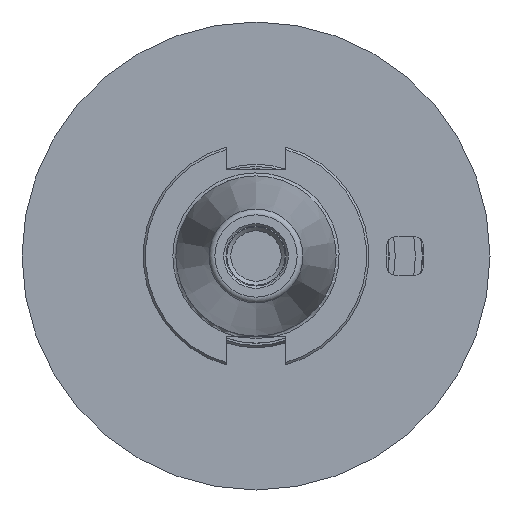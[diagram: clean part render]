
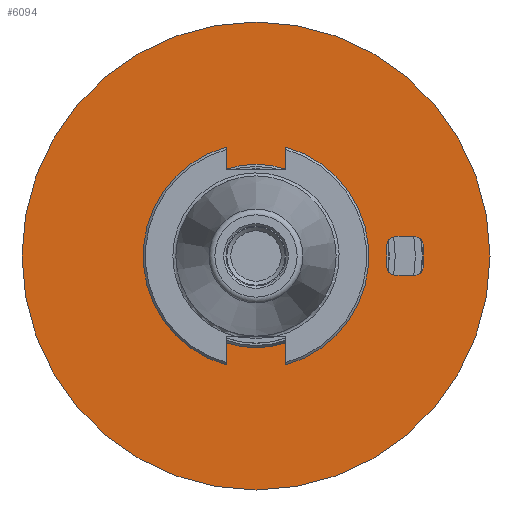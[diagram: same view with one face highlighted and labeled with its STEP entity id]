
A CAD part, left-side view. The second image highlights one B-rep face of the part: STEP entity #6094.
In plain terms, the highlighted planar face has unit normal (-1, 0, 0).
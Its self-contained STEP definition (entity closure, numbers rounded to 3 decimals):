
#249=FACE_BOUND('',#1273,.T.);
#250=FACE_BOUND('',#1274,.T.);
#827=FACE_OUTER_BOUND('',#1272,.T.);
#1272=EDGE_LOOP('',(#5478));
#1273=EDGE_LOOP('',(#5479,#5480,#5481,#5482,#5483,#5484,#5485,#5486));
#1274=EDGE_LOOP('',(#5487));
#1648=CIRCLE('',#6889,102.);
#1649=CIRCLE('',#6891,4.);
#1650=CIRCLE('',#6892,4.);
#1651=CIRCLE('',#6893,4.);
#1652=CIRCLE('',#6894,4.);
#1653=CIRCLE('',#6895,40.);
#1994=LINE('',#11192,#2339);
#1995=LINE('',#11196,#2340);
#1996=LINE('',#11200,#2341);
#1997=LINE('',#11204,#2342);
#2339=VECTOR('',#8668,8.);
#2340=VECTOR('',#8671,9.);
#2341=VECTOR('',#8674,8.);
#2342=VECTOR('',#8677,9.);
#2912=VERTEX_POINT('',#11186);
#2913=VERTEX_POINT('',#11190);
#2914=VERTEX_POINT('',#11191);
#2915=VERTEX_POINT('',#11193);
#2916=VERTEX_POINT('',#11195);
#2917=VERTEX_POINT('',#11197);
#2918=VERTEX_POINT('',#11199);
#2919=VERTEX_POINT('',#11201);
#2920=VERTEX_POINT('',#11203);
#2921=VERTEX_POINT('',#11206);
#3772=EDGE_CURVE('',#2912,#2912,#1648,.T.);
#3774=EDGE_CURVE('',#2913,#2914,#1994,.T.);
#3775=EDGE_CURVE('',#2913,#2915,#1649,.T.);
#3776=EDGE_CURVE('',#2916,#2915,#1995,.T.);
#3777=EDGE_CURVE('',#2916,#2917,#1650,.T.);
#3778=EDGE_CURVE('',#2918,#2917,#1996,.T.);
#3779=EDGE_CURVE('',#2918,#2919,#1651,.T.);
#3780=EDGE_CURVE('',#2920,#2919,#1997,.T.);
#3781=EDGE_CURVE('',#2920,#2914,#1652,.T.);
#3782=EDGE_CURVE('',#2921,#2921,#1653,.T.);
#5478=ORIENTED_EDGE('',*,*,#3772,.F.);
#5479=ORIENTED_EDGE('',*,*,#3774,.F.);
#5480=ORIENTED_EDGE('',*,*,#3775,.T.);
#5481=ORIENTED_EDGE('',*,*,#3776,.F.);
#5482=ORIENTED_EDGE('',*,*,#3777,.T.);
#5483=ORIENTED_EDGE('',*,*,#3778,.F.);
#5484=ORIENTED_EDGE('',*,*,#3779,.T.);
#5485=ORIENTED_EDGE('',*,*,#3780,.F.);
#5486=ORIENTED_EDGE('',*,*,#3781,.T.);
#5487=ORIENTED_EDGE('',*,*,#3782,.T.);
#5735=PLANE('',#6890);
#6094=ADVANCED_FACE('',(#827,#249,#250),#5735,.T.);
#6889=AXIS2_PLACEMENT_3D('',#11187,#8663,#8664);
#6890=AXIS2_PLACEMENT_3D('',#11189,#8666,#8667);
#6891=AXIS2_PLACEMENT_3D('',#11194,#8669,#8670);
#6892=AXIS2_PLACEMENT_3D('',#11198,#8672,#8673);
#6893=AXIS2_PLACEMENT_3D('',#11202,#8675,#8676);
#6894=AXIS2_PLACEMENT_3D('',#11205,#8678,#8679);
#6895=AXIS2_PLACEMENT_3D('',#11207,#8680,#8681);
#8663=DIRECTION('center_axis',(1.,0.,0.));
#8664=DIRECTION('ref_axis',(0.,1.,0.));
#8666=DIRECTION('center_axis',(-1.,0.,0.));
#8667=DIRECTION('ref_axis',(0.,0.,1.));
#8668=DIRECTION('',(0.,1.,0.));
#8669=DIRECTION('center_axis',(1.,0.,0.));
#8670=DIRECTION('ref_axis',(0.,0.,1.));
#8671=DIRECTION('',(0.,0.,1.));
#8672=DIRECTION('center_axis',(1.,0.,0.));
#8673=DIRECTION('ref_axis',(0.,-1.,0.));
#8674=DIRECTION('',(0.,-1.,0.));
#8675=DIRECTION('center_axis',(1.,0.,0.));
#8676=DIRECTION('ref_axis',(0.,0.,-1.));
#8677=DIRECTION('',(0.,0.,-1.));
#8678=DIRECTION('center_axis',(1.,0.,0.));
#8679=DIRECTION('ref_axis',(0.,1.,0.));
#8680=DIRECTION('center_axis',(1.,0.,0.));
#8681=DIRECTION('ref_axis',(0.,0.,1.));
#11186=CARTESIAN_POINT('',(14.,-102.,0.));
#11187=CARTESIAN_POINT('Origin',(14.,0.,0.));
#11189=CARTESIAN_POINT('Origin',(14.,43.625,0.));
#11190=CARTESIAN_POINT('',(14.,-69.,8.5));
#11191=CARTESIAN_POINT('',(14.,-61.,8.5));
#11192=CARTESIAN_POINT('',(14.,-69.,8.5));
#11193=CARTESIAN_POINT('',(14.,-73.,4.5));
#11194=CARTESIAN_POINT('Origin',(14.,-69.,4.5));
#11195=CARTESIAN_POINT('',(14.,-73.,-4.5));
#11196=CARTESIAN_POINT('',(14.,-73.,-4.5));
#11197=CARTESIAN_POINT('',(14.,-69.,-8.5));
#11198=CARTESIAN_POINT('Origin',(14.,-69.,-4.5));
#11199=CARTESIAN_POINT('',(14.,-61.,-8.5));
#11200=CARTESIAN_POINT('',(14.,-61.,-8.5));
#11201=CARTESIAN_POINT('',(14.,-57.,-4.5));
#11202=CARTESIAN_POINT('Origin',(14.,-61.,-4.5));
#11203=CARTESIAN_POINT('',(14.,-57.,4.5));
#11204=CARTESIAN_POINT('',(14.,-57.,4.5));
#11205=CARTESIAN_POINT('Origin',(14.,-61.,4.5));
#11206=CARTESIAN_POINT('',(14.,0.,-40.));
#11207=CARTESIAN_POINT('Origin',(14.,0.,0.));
